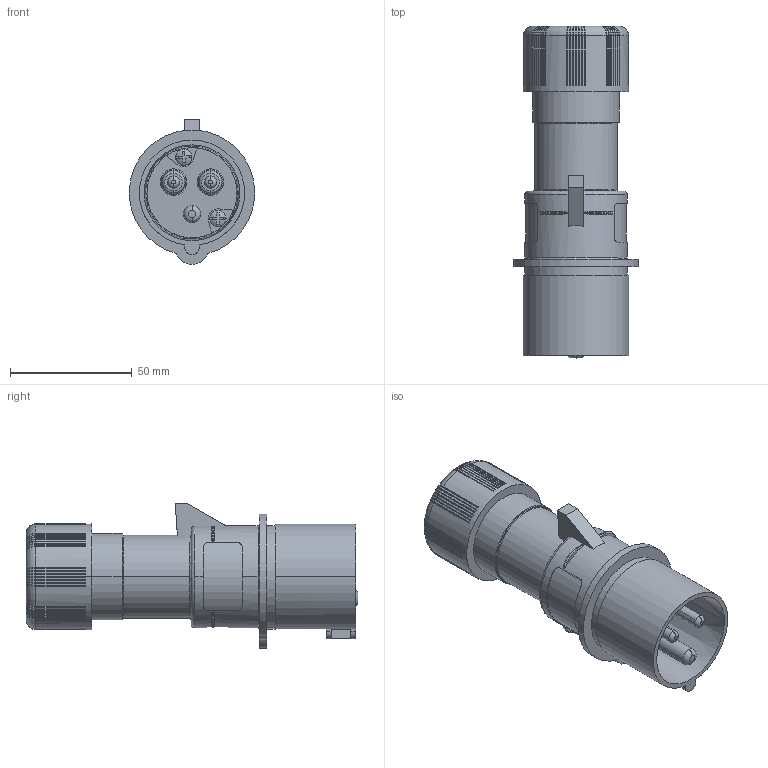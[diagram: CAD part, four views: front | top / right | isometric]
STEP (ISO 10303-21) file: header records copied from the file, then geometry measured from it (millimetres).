
FILE_DESCRIPTION(('Creo Elements/Direct Modeling STEP Export'),'2;1');
FILE_NAME('0ln7uvk4apnjjuv6040','2017-05-19T15:14:31',(''),(''),'PTC Creo Elements/Direct Modeling STEP processor for AP214 (Solid Model)','PTC Creo Elements/Direct Modeling 19.0E 27-Jun-2016 (C) Parametric Technology GmbH','');
FILE_SCHEMA(('AUTOMOTIVE_DESIGN { 1 0 10303 214 1 1 1 1 }'));
Length unit declared in the file: millimetre
Products named in the file (2): PE_16123_SV
Assembly tree (1 placements, depth 2):
  PE_16123_SV
    PE_16123_SV
Bounding box: 51.32 x 136.2 x 59.4 mm (x, y, z)
Volume: 115848.6 mm3; surface area: 39829.8 mm2
Topology: 1 solids, 1 shells, 599 faces, 1613 edges, 921 vertices
Faces by surface type: plane 263, cylinder 112, revolution 112, torus 92, cone 20
Entity records: 36672 total; most frequent: CARTESIAN_POINT 19044, ORIENTED_EDGE 3002, DIRECTION 2202, EDGE_CURVE 1501, VERTEX_POINT 921, AXIS2_PLACEMENT_3D 764, EDGE_LOOP 616, COLOUR_RGB 600
